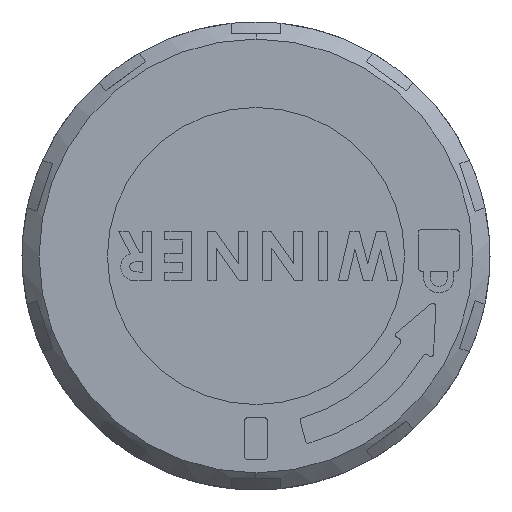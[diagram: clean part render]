
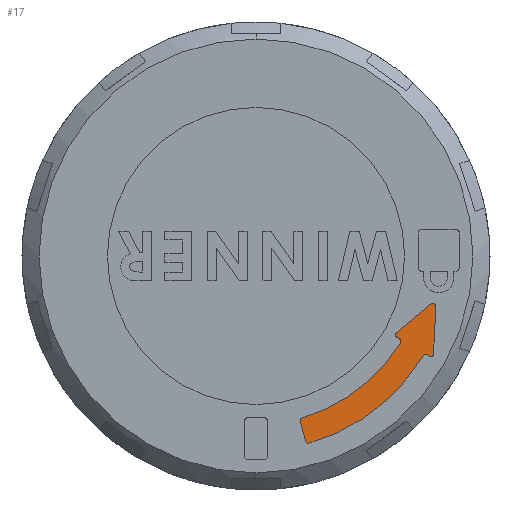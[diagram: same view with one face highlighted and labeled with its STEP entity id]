
A CAD part, left-side view. The second image highlights one B-rep face of the part: STEP entity #17.
In plain terms, the highlighted planar face has unit normal (-1, 0, 0).
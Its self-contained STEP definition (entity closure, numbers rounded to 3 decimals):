
#17 = ADVANCED_FACE ( 'NONE', ( #12237 ), #10289, .T. ) ;
#184 = CARTESIAN_POINT ( 'NONE',  ( -47.14, -10.866, -6.274 ) ) ;
#332 = ORIENTED_EDGE ( 'NONE', *, *, #2339, .T. ) ;
#349 = EDGE_CURVE ( 'NONE', #7698, #1141, #3986, .T. ) ;
#394 = CARTESIAN_POINT ( 'NONE',  ( -47.14, -10.698, -6.177 ) ) ;
#768 = CARTESIAN_POINT ( 'NONE',  ( -47.14, -4.026, -14.242 ) ) ;
#777 = VERTEX_POINT ( 'NONE', #3422 ) ;
#934 = EDGE_CURVE ( 'NONE', #5586, #9598, #6851, .T. ) ;
#1025 = VECTOR ( 'NONE', #7377, 1000. ) ;
#1138 = EDGE_LOOP ( 'NONE', ( #3185, #6505, #5692, #13113, #332, #2909, #3743, #3709, #9380, #11499, #13099, #9228, #10435, #2499, #10522, #1914 ) ) ;
#1141 = VERTEX_POINT ( 'NONE', #394 ) ;
#1194 = AXIS2_PLACEMENT_3D ( 'NONE', #2796, #12966, #10023 ) ;
#1303 = CARTESIAN_POINT ( 'NONE',  ( -47.14, -13.438, -3.853 ) ) ;
#1430 = CARTESIAN_POINT ( 'NONE',  ( -47.14, -3.557, -12.504 ) ) ;
#1524 = DIRECTION ( 'NONE',  ( 0., -0.866, -0.5 ) ) ;
#1601 = CARTESIAN_POINT ( 'NONE',  ( -47.14, -13.2, -7.621 ) ) ;
#1914 = ORIENTED_EDGE ( 'NONE', *, *, #934, .T. ) ;
#2078 = VERTEX_POINT ( 'NONE', #7762 ) ;
#2099 = DIRECTION ( 'NONE',  ( -1., 0., 0. ) ) ;
#2107 = EDGE_CURVE ( 'NONE', #8236, #7698, #7785, .T. ) ;
#2181 = DIRECTION ( 'NONE',  ( 0., 0., 1. ) ) ;
#2258 = EDGE_CURVE ( 'NONE', #9178, #777, #2343, .T. ) ;
#2265 = DIRECTION ( 'NONE',  ( 0., -0.052, 0.999 ) ) ;
#2339 = EDGE_CURVE ( 'NONE', #2892, #9612, #8233, .T. ) ;
#2343 = CIRCLE ( 'NONE', #7990, 0.25 ) ;
#2353 = DIRECTION ( 'NONE',  ( 0., 0., 1. ) ) ;
#2392 = DIRECTION ( 'NONE',  ( -1., 0., 0. ) ) ;
#2404 = CARTESIAN_POINT ( 'NONE',  ( -47.14, -10.741, -6.49 ) ) ;
#2499 = ORIENTED_EDGE ( 'NONE', *, *, #8595, .T. ) ;
#2757 = CIRCLE ( 'NONE', #7857, 0.25 ) ;
#2796 = CARTESIAN_POINT ( 'NONE',  ( -47.14, 0., 0. ) ) ;
#2892 = VERTEX_POINT ( 'NONE', #9491 ) ;
#2909 = ORIENTED_EDGE ( 'NONE', *, *, #3599, .T. ) ;
#2958 = CARTESIAN_POINT ( 'NONE',  ( -47.14, -12.907, -7.74 ) ) ;
#3128 = VERTEX_POINT ( 'NONE', #6007 ) ;
#3141 = VECTOR ( 'NONE', #9186, 1000. ) ;
#3170 = CARTESIAN_POINT ( 'NONE',  ( -47.14, -12.907, -7.74 ) ) ;
#3185 = ORIENTED_EDGE ( 'NONE', *, *, #5152, .T. ) ;
#3422 = CARTESIAN_POINT ( 'NONE',  ( -47.14, -10.955, -6.62 ) ) ;
#3440 = DIRECTION ( 'NONE',  ( 0., 0., 1. ) ) ;
#3520 = VERTEX_POINT ( 'NONE', #4091 ) ;
#3599 = EDGE_CURVE ( 'NONE', #9612, #3520, #9162, .T. ) ;
#3677 = EDGE_CURVE ( 'NONE', #5756, #3128, #9817, .T. ) ;
#3709 = ORIENTED_EDGE ( 'NONE', *, *, #2107, .T. ) ;
#3743 = ORIENTED_EDGE ( 'NONE', *, *, #8702, .T. ) ;
#3947 = VECTOR ( 'NONE', #2265, 1000. ) ;
#3986 = CIRCLE ( 'NONE', #8704, 0.2 ) ;
#4091 = CARTESIAN_POINT ( 'NONE',  ( -47.14, -13.438, -3.603 ) ) ;
#4147 = CIRCLE ( 'NONE', #1194, 12.8 ) ;
#4267 = LINE ( 'NONE', #13135, #3141 ) ;
#4268 = VECTOR ( 'NONE', #9715, 1000. ) ;
#4373 = CARTESIAN_POINT ( 'NONE',  ( -47.14, -13.5, -7.458 ) ) ;
#4738 = EDGE_CURVE ( 'NONE', #1141, #9178, #11984, .T. ) ;
#4873 = AXIS2_PLACEMENT_3D ( 'NONE', #3170, #7320, #9444 ) ;
#5003 = DIRECTION ( 'NONE',  ( 0., 0., 1. ) ) ;
#5152 = EDGE_CURVE ( 'NONE', #9598, #12903, #12152, .T. ) ;
#5264 = CARTESIAN_POINT ( 'NONE',  ( -47.14, -13.688, -3.866 ) ) ;
#5288 = EDGE_CURVE ( 'NONE', #12903, #2078, #2757, .T. ) ;
#5336 = CARTESIAN_POINT ( 'NONE',  ( -47.14, -3.364, -12.556 ) ) ;
#5586 = VERTEX_POINT ( 'NONE', #768 ) ;
#5692 = ORIENTED_EDGE ( 'NONE', *, *, #10763, .T. ) ;
#5724 = AXIS2_PLACEMENT_3D ( 'NONE', #11660, #6469, #3440 ) ;
#5756 = VERTEX_POINT ( 'NONE', #7312 ) ;
#6007 = CARTESIAN_POINT ( 'NONE',  ( -47.14, -3.364, -12.556 ) ) ;
#6140 = EDGE_CURVE ( 'NONE', #10236, #5586, #9765, .T. ) ;
#6304 = CARTESIAN_POINT ( 'NONE',  ( -47.14, -13.3, -7.448 ) ) ;
#6469 = DIRECTION ( 'NONE',  ( -1., 0., 0. ) ) ;
#6505 = ORIENTED_EDGE ( 'NONE', *, *, #5288, .T. ) ;
#6535 = DIRECTION ( 'NONE',  ( 0., 0., 1. ) ) ;
#6851 = CIRCLE ( 'NONE', #9411, 14.8 ) ;
#7058 = DIRECTION ( 'NONE',  ( 0., 0., 1. ) ) ;
#7116 = CARTESIAN_POINT ( 'NONE',  ( -47.14, -3.972, -14.049 ) ) ;
#7312 = CARTESIAN_POINT ( 'NONE',  ( -47.14, -3.503, -12.311 ) ) ;
#7320 = DIRECTION ( 'NONE',  ( -1., 0., 0. ) ) ;
#7356 = DIRECTION ( 'NONE',  ( 1., 0., 0. ) ) ;
#7377 = DIRECTION ( 'NONE',  ( 0., -0.259, -0.966 ) ) ;
#7435 = AXIS2_PLACEMENT_3D ( 'NONE', #2958, #12140, #7058 ) ;
#7566 = CARTESIAN_POINT ( 'NONE',  ( -47.14, -10.698, -6.177 ) ) ;
#7636 = VERTEX_POINT ( 'NONE', #1601 ) ;
#7698 = VERTEX_POINT ( 'NONE', #12127 ) ;
#7727 = AXIS2_PLACEMENT_3D ( 'NONE', #6304, #2392, #6535 ) ;
#7762 = CARTESIAN_POINT ( 'NONE',  ( -47.14, -13.032, -7.524 ) ) ;
#7785 = LINE ( 'NONE', #8813, #4268 ) ;
#7857 = AXIS2_PLACEMENT_3D ( 'NONE', #8296, #8235, #2181 ) ;
#7990 = AXIS2_PLACEMENT_3D ( 'NONE', #2404, #7356, #2353 ) ;
#8081 = AXIS2_PLACEMENT_3D ( 'NONE', #1303, #8337, #12396 ) ;
#8187 = VECTOR ( 'NONE', #1524, 1000. ) ;
#8233 = LINE ( 'NONE', #4373, #3947 ) ;
#8235 = DIRECTION ( 'NONE',  ( 1., 0., 0. ) ) ;
#8236 = VERTEX_POINT ( 'NONE', #9616 ) ;
#8251 = DIRECTION ( 'NONE',  ( 0., 0., 1. ) ) ;
#8296 = CARTESIAN_POINT ( 'NONE',  ( -47.14, -12.907, -7.74 ) ) ;
#8337 = DIRECTION ( 'NONE',  ( -1., 0., 0. ) ) ;
#8414 = CIRCLE ( 'NONE', #5724, 0.25 ) ;
#8595 = EDGE_CURVE ( 'NONE', #3128, #10236, #12301, .T. ) ;
#8702 = EDGE_CURVE ( 'NONE', #3520, #8236, #8414, .T. ) ;
#8704 = AXIS2_PLACEMENT_3D ( 'NONE', #10062, #11047, #5003 ) ;
#8813 = CARTESIAN_POINT ( 'NONE',  ( -47.14, -13.278, -3.662 ) ) ;
#8996 = EDGE_CURVE ( 'NONE', #777, #5756, #4147, .T. ) ;
#9060 = DIRECTION ( 'NONE',  ( -1., 0., 0. ) ) ;
#9162 = CIRCLE ( 'NONE', #8081, 0.25 ) ;
#9178 = VERTEX_POINT ( 'NONE', #184 ) ;
#9186 = DIRECTION ( 'NONE',  ( 0., -0.866, -0.5 ) ) ;
#9228 = ORIENTED_EDGE ( 'NONE', *, *, #8996, .T. ) ;
#9380 = ORIENTED_EDGE ( 'NONE', *, *, #349, .T. ) ;
#9411 = AXIS2_PLACEMENT_3D ( 'NONE', #11281, #2099, #8251 ) ;
#9444 = DIRECTION ( 'NONE',  ( 0., 0., 1. ) ) ;
#9491 = CARTESIAN_POINT ( 'NONE',  ( -47.14, -13.5, -7.458 ) ) ;
#9598 = VERTEX_POINT ( 'NONE', #10988 ) ;
#9612 = VERTEX_POINT ( 'NONE', #5264 ) ;
#9616 = CARTESIAN_POINT ( 'NONE',  ( -47.14, -13.278, -3.662 ) ) ;
#9715 = DIRECTION ( 'NONE',  ( 0., 0.766, -0.643 ) ) ;
#9765 = CIRCLE ( 'NONE', #10679, 0.2 ) ;
#9817 = CIRCLE ( 'NONE', #12148, 0.2 ) ;
#9837 = DIRECTION ( 'NONE',  ( 0., 0., -1. ) ) ;
#9957 = CIRCLE ( 'NONE', #7727, 0.2 ) ;
#10023 = DIRECTION ( 'NONE',  ( 0., 0., -1. ) ) ;
#10062 = CARTESIAN_POINT ( 'NONE',  ( -47.14, -10.798, -6.003 ) ) ;
#10236 = VERTEX_POINT ( 'NONE', #11227 ) ;
#10289 = PLANE ( 'NONE',  #4873 ) ;
#10435 = ORIENTED_EDGE ( 'NONE', *, *, #3677, .T. ) ;
#10522 = ORIENTED_EDGE ( 'NONE', *, *, #6140, .T. ) ;
#10595 = DIRECTION ( 'NONE',  ( -1., 0., 0. ) ) ;
#10679 = AXIS2_PLACEMENT_3D ( 'NONE', #7116, #9060, #11206 ) ;
#10763 = EDGE_CURVE ( 'NONE', #2078, #7636, #4267, .T. ) ;
#10988 = CARTESIAN_POINT ( 'NONE',  ( -47.14, -12.692, -7.612 ) ) ;
#11047 = DIRECTION ( 'NONE',  ( -1., 0., 0. ) ) ;
#11206 = DIRECTION ( 'NONE',  ( 0., 0., 1. ) ) ;
#11227 = CARTESIAN_POINT ( 'NONE',  ( -47.14, -3.778, -14.101 ) ) ;
#11281 = CARTESIAN_POINT ( 'NONE',  ( -47.14, 0., 0. ) ) ;
#11499 = ORIENTED_EDGE ( 'NONE', *, *, #4738, .T. ) ;
#11589 = CARTESIAN_POINT ( 'NONE',  ( -47.14, -12.907, -7.49 ) ) ;
#11660 = CARTESIAN_POINT ( 'NONE',  ( -47.14, -13.438, -3.853 ) ) ;
#11984 = LINE ( 'NONE', #7566, #8187 ) ;
#12127 = CARTESIAN_POINT ( 'NONE',  ( -47.14, -10.67, -5.85 ) ) ;
#12140 = DIRECTION ( 'NONE',  ( 1., 0., 0. ) ) ;
#12148 = AXIS2_PLACEMENT_3D ( 'NONE', #1430, #10595, #9837 ) ;
#12152 = CIRCLE ( 'NONE', #7435, 0.25 ) ;
#12237 = FACE_OUTER_BOUND ( 'NONE', #1138, .T. ) ;
#12301 = LINE ( 'NONE', #5336, #1025 ) ;
#12396 = DIRECTION ( 'NONE',  ( 0., 0., 1. ) ) ;
#12780 = EDGE_CURVE ( 'NONE', #7636, #2892, #9957, .T. ) ;
#12903 = VERTEX_POINT ( 'NONE', #11589 ) ;
#12966 = DIRECTION ( 'NONE',  ( 1., 0., 0. ) ) ;
#13099 = ORIENTED_EDGE ( 'NONE', *, *, #2258, .T. ) ;
#13113 = ORIENTED_EDGE ( 'NONE', *, *, #12780, .T. ) ;
#13135 = CARTESIAN_POINT ( 'NONE',  ( -47.14, -13.032, -7.524 ) ) ;
